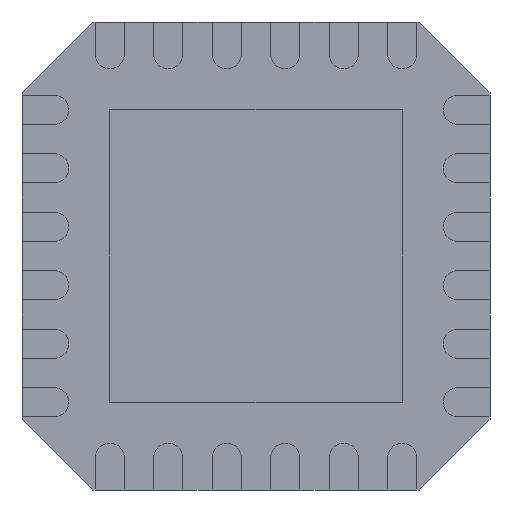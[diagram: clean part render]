
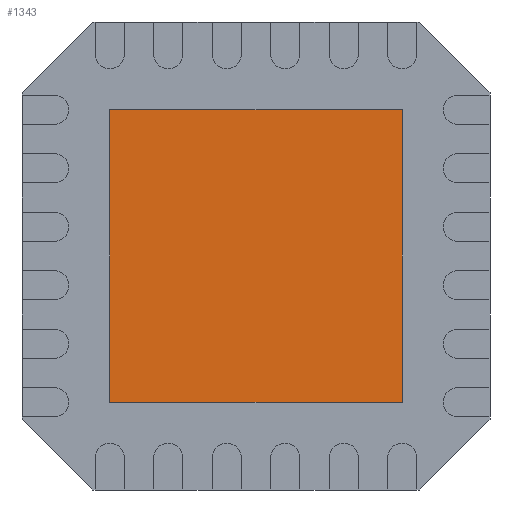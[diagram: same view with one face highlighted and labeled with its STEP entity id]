
A CAD part, front view. The second image highlights one B-rep face of the part: STEP entity #1343.
In plain terms, the highlighted planar face has unit normal (0, -1, 0).
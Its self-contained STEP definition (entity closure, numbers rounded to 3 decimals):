
#52 = FACE_OUTER_BOUND ( 'NONE', #7313, .T. ) ;
#487 = CARTESIAN_POINT ( 'NONE',  ( -1.25, -0.05, -1.25 ) ) ;
#551 = EDGE_CURVE ( 'NONE', #3670, #7980, #6411, .T. ) ;
#802 = ORIENTED_EDGE ( 'NONE', *, *, #551, .T. ) ;
#1133 = VECTOR ( 'NONE', #6672, 1000. ) ;
#1184 = CARTESIAN_POINT ( 'NONE',  ( 1.25, -0.05, 1.25 ) ) ;
#1343 = ADVANCED_FACE ( 'NONE', ( #52 ), #6241, .T. ) ;
#1379 = ORIENTED_EDGE ( 'NONE', *, *, #7749, .T. ) ;
#1432 = VECTOR ( 'NONE', #4820, 1000. ) ;
#1789 = LINE ( 'NONE', #9420, #1432 ) ;
#2245 = CARTESIAN_POINT ( 'NONE',  ( -1.25, -0.05, 1.25 ) ) ;
#2316 = EDGE_CURVE ( 'NONE', #7980, #3644, #1789, .T. ) ;
#2350 = LINE ( 'NONE', #9127, #4177 ) ;
#3276 = CARTESIAN_POINT ( 'NONE',  ( 1.25, -0.05, -1.25 ) ) ;
#3424 = VERTEX_POINT ( 'NONE', #7280 ) ;
#3644 = VERTEX_POINT ( 'NONE', #2245 ) ;
#3670 = VERTEX_POINT ( 'NONE', #8368 ) ;
#4177 = VECTOR ( 'NONE', #9220, 1000. ) ;
#4778 = CARTESIAN_POINT ( 'NONE',  ( 0., -0.05, 0. ) ) ;
#4820 = DIRECTION ( 'NONE',  ( -1., 0., 0. ) ) ;
#5221 = VECTOR ( 'NONE', #9457, 1000. ) ;
#6241 = PLANE ( 'NONE',  #6799 ) ;
#6290 = DIRECTION ( 'NONE',  ( 0., -1., 0. ) ) ;
#6411 = LINE ( 'NONE', #3276, #5221 ) ;
#6419 = ORIENTED_EDGE ( 'NONE', *, *, #8138, .T. ) ;
#6672 = DIRECTION ( 'NONE',  ( 1., 0., 0. ) ) ;
#6799 = AXIS2_PLACEMENT_3D ( 'NONE', #4778, #6290, #6941 ) ;
#6941 = DIRECTION ( 'NONE',  ( 0., 0., -1. ) ) ;
#6959 = ORIENTED_EDGE ( 'NONE', *, *, #2316, .T. ) ;
#7280 = CARTESIAN_POINT ( 'NONE',  ( -1.25, -0.05, -1.25 ) ) ;
#7313 = EDGE_LOOP ( 'NONE', ( #6419, #802, #6959, #1379 ) ) ;
#7525 = LINE ( 'NONE', #487, #1133 ) ;
#7749 = EDGE_CURVE ( 'NONE', #3644, #3424, #2350, .T. ) ;
#7980 = VERTEX_POINT ( 'NONE', #1184 ) ;
#8138 = EDGE_CURVE ( 'NONE', #3424, #3670, #7525, .T. ) ;
#8368 = CARTESIAN_POINT ( 'NONE',  ( 1.25, -0.05, -1.25 ) ) ;
#9127 = CARTESIAN_POINT ( 'NONE',  ( -1.25, -0.05, 1.25 ) ) ;
#9220 = DIRECTION ( 'NONE',  ( 0., 0., -1. ) ) ;
#9420 = CARTESIAN_POINT ( 'NONE',  ( 1.25, -0.05, 1.25 ) ) ;
#9457 = DIRECTION ( 'NONE',  ( 0., 0., 1. ) ) ;
